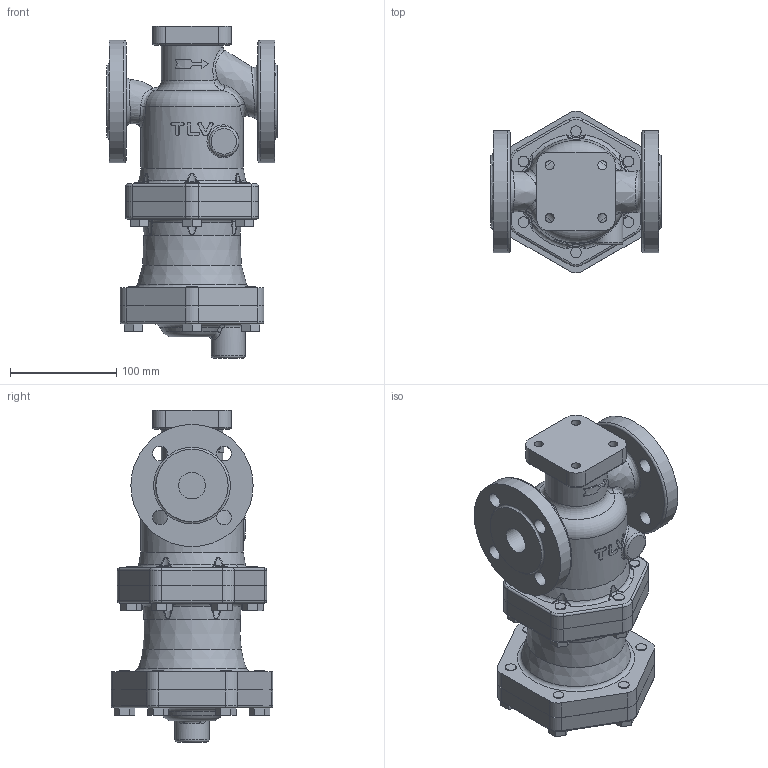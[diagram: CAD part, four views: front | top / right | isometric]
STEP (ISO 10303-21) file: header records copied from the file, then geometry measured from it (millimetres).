
FILE_DESCRIPTION(/* description */ (''),/* implementation_level */ '2;1');
FILE_NAME(/* name */ 'rcv16-025-e0025-00.stp',/* time_stamp */ '2018-11-13T07:35:13+09:00',/* author */ ('nakaot'),/* organization */ (''),/* preprocessor_version */ 'ST-DEVELOPER v15.6',/* originating_system */ 'Autodesk Inventor 2015',/* authorisation */ '');
FILE_SCHEMA (('CONFIG_CONTROL_DESIGN'));
Length unit declared in the file: millimetre
Products named in the file (1): rcv16-025-e0025-00
Bounding box: 160 x 152.01 x 312.11 mm (x, y, z)
Volume: 2716445 mm3; surface area: 252126.8 mm2
Topology: 1 solids, 1 shells, 491 faces, 1232 edges, 749 vertices
Faces by surface type: plane 174, cylinder 125, bspline 121, torus 60, cone 11
Full cylindrical faces by diameter (mm): 2.459 x1, 8.376 x4, 10 x24, 12 x12, 14 x8, 25 x2, 28 x1, 32 x1, 58 x1, 80 x1, 82.07 x1, 96 x1, 115 x2
Entity records: 20129 total; most frequent: CARTESIAN_POINT 9502, ORIENTED_EDGE 2184, DIRECTION 2018, EDGE_CURVE 1092, AXIS2_PLACEMENT_3D 810, VERTEX_POINT 717, EDGE_LOOP 653, FACE_OUTER_BOUND 491
